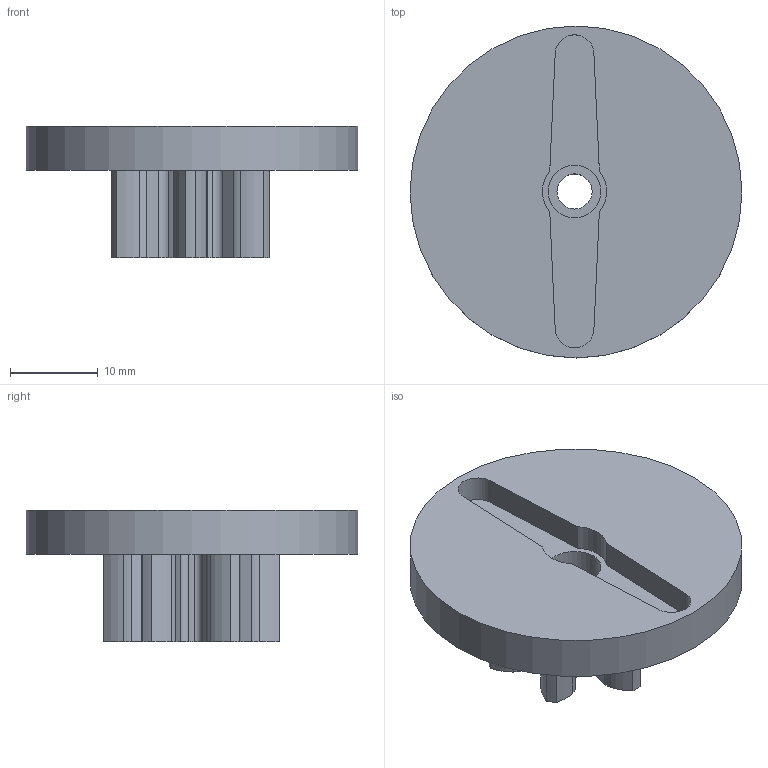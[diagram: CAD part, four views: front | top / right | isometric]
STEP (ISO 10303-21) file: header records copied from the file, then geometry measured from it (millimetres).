
FILE_DESCRIPTION(('FreeCAD Model'),'2;1');
FILE_NAME('acople-motor-sg90-engranaje-6-dientes001.step','2018-06-06T01:59:27',('Author'),(''), 'Open CASCADE STEP processor 7.2','FreeCAD','Unknown');
FILE_SCHEMA(('AUTOMOTIVE_DESIGN { 1 0 10303 214 1 1 1 1 }'));
Length unit declared in the file: millimetre
Products named in the file (1): acople-motor-sg90-engranaje-6-dientes001
Bounding box: 37.73 x 37.73 x 15 mm (x, y, z)
Volume: 6516.4 mm3; surface area: 4117.2 mm2
Topology: 1 solids, 1 shells, 76 faces, 213 edges, 142 vertices
Faces by surface type: cylinder 31, extrusion 24, plane 21
Full cylindrical faces by diameter (mm): 4 x1, 6 x1, 37.734 x1
Entity records: 6010 total; most frequent: CARTESIAN_POINT 1416, DIRECTION 682, ORIENTED_EDGE 426, PCURVE 426, DEFINITIONAL_REPRESENTATION 426, VECTOR 419, LINE 395, EDGE_CURVE 213
